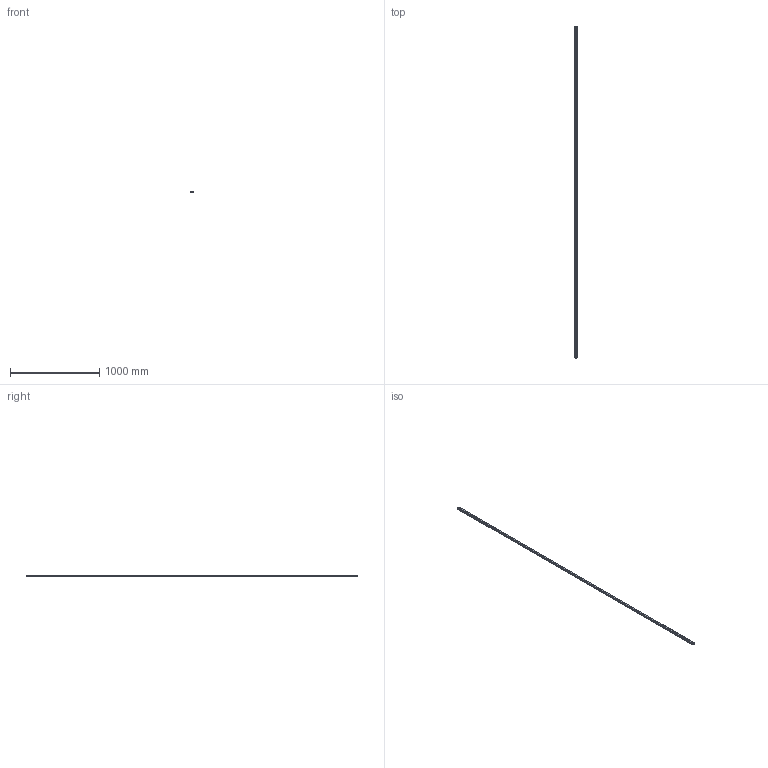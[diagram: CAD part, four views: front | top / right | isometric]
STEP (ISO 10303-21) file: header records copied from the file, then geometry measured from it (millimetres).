
FILE_DESCRIPTION(('STEP AP214'),'1');
FILE_NAME('cctmp_DDBBBE93-19C6-422D-911D-1A603EF4F918_2021_01_25_14_56_05_0846..stp','2021-01-25T13:56:06',('HIWIN GmbH'),('CADClick - www.CADClick.com'),'Spatial InterOp 3D',' ','unknown authorization');
FILE_SCHEMA(('AUTOMOTIVE_DESIGN'));
Length unit declared in the file: millimetre
Products named in the file (1): HGR25T3730C_FILE
Bounding box: 23 x 3730 x 22 mm (x, y, z)
Volume: 1612733 mm3; surface area: 353827.2 mm2
Topology: 1 solids, 1 shells, 545 faces, 1679 edges, 1016 vertices
Faces by surface type: plane 275, cylinder 146, cone 124
Entity records: 22465 total; most frequent: DIRECTION 3435, CARTESIAN_POINT 3117, ORIENTED_EDGE 3110, EDGE_CURVE 1555, AXIS2_PLACEMENT_3D 1334, VERTEX_POINT 1016, LINE 767, VECTOR 767
